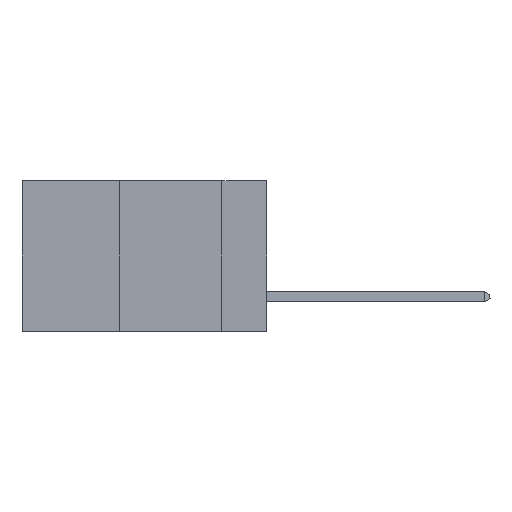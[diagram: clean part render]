
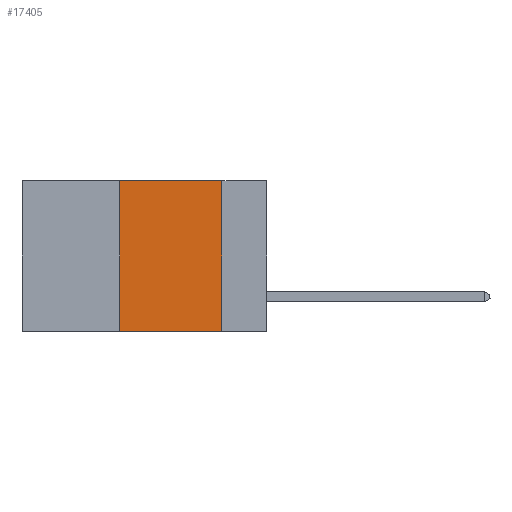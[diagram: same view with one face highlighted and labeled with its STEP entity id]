
A CAD part, left-side view. The second image highlights one B-rep face of the part: STEP entity #17405.
In plain terms, the highlighted planar face has unit normal (-1, 0, 0).
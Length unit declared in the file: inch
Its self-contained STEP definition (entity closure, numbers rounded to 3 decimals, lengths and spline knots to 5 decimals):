
#538 = CARTESIAN_POINT ( 'NONE',  ( 0., 0.36, 0. ) ) ;
#716 = PLANE ( 'NONE',  #4669 ) ;
#1395 = CARTESIAN_POINT ( 'NONE',  ( 0., 0.6, -0.37 ) ) ;
#2715 = CARTESIAN_POINT ( 'NONE',  ( 0., 0.11, 0. ) ) ;
#3645 = DIRECTION ( 'NONE',  ( 0., -1., 0. ) ) ;
#3687 = CARTESIAN_POINT ( 'NONE',  ( 0., 0.11, -0.37 ) ) ;
#4669 = AXIS2_PLACEMENT_3D ( 'NONE', #13860, #13677, #13957 ) ;
#4893 = DIRECTION ( 'NONE',  ( 0., 0., -1. ) ) ;
#5831 = DIRECTION ( 'NONE',  ( 0., -1., 0. ) ) ;
#7263 = VECTOR ( 'NONE', #4893, 39.37008 ) ;
#7328 = ORIENTED_EDGE ( 'NONE', *, *, #13554, .F. ) ;
#7892 = CARTESIAN_POINT ( 'NONE',  ( 0., 0.6, 0. ) ) ;
#9667 = LINE ( 'NONE', #2715, #7263 ) ;
#10697 = LINE ( 'NONE', #538, #25223 ) ;
#10809 = VERTEX_POINT ( 'NONE', #15570 ) ;
#10944 = EDGE_CURVE ( 'NONE', #10809, #19629, #20646, .T. ) ;
#11654 = VECTOR ( 'NONE', #5831, 39.37008 ) ;
#11988 = VERTEX_POINT ( 'NONE', #19929 ) ;
#12692 = EDGE_LOOP ( 'NONE', ( #7328, #20917, #21282, #19217 ) ) ;
#13510 = FACE_OUTER_BOUND ( 'NONE', #12692, .T. ) ;
#13554 = EDGE_CURVE ( 'NONE', #19629, #17548, #9667, .T. ) ;
#13677 = DIRECTION ( 'NONE',  ( 1., 0., 0. ) ) ;
#13860 = CARTESIAN_POINT ( 'NONE',  ( 0., 0.6, 0. ) ) ;
#13957 = DIRECTION ( 'NONE',  ( 0., 0., -1. ) ) ;
#14887 = EDGE_CURVE ( 'NONE', #11988, #17548, #26905, .T. ) ;
#15570 = CARTESIAN_POINT ( 'NONE',  ( 0., 0.36, 0. ) ) ;
#17405 = ADVANCED_FACE ( 'NONE', ( #13510 ), #716, .F. ) ;
#17548 = VERTEX_POINT ( 'NONE', #3687 ) ;
#19217 = ORIENTED_EDGE ( 'NONE', *, *, #14887, .T. ) ;
#19629 = VERTEX_POINT ( 'NONE', #20113 ) ;
#19716 = DIRECTION ( 'NONE',  ( 0., 0., 1. ) ) ;
#19929 = CARTESIAN_POINT ( 'NONE',  ( 0., 0.36, -0.37 ) ) ;
#20113 = CARTESIAN_POINT ( 'NONE',  ( 0., 0.11, 0. ) ) ;
#20646 = LINE ( 'NONE', #7892, #28073 ) ;
#20917 = ORIENTED_EDGE ( 'NONE', *, *, #10944, .F. ) ;
#21282 = ORIENTED_EDGE ( 'NONE', *, *, #27328, .F. ) ;
#25223 = VECTOR ( 'NONE', #19716, 39.37008 ) ;
#26905 = LINE ( 'NONE', #1395, #11654 ) ;
#27328 = EDGE_CURVE ( 'NONE', #11988, #10809, #10697, .T. ) ;
#28073 = VECTOR ( 'NONE', #3645, 39.37008 ) ;
